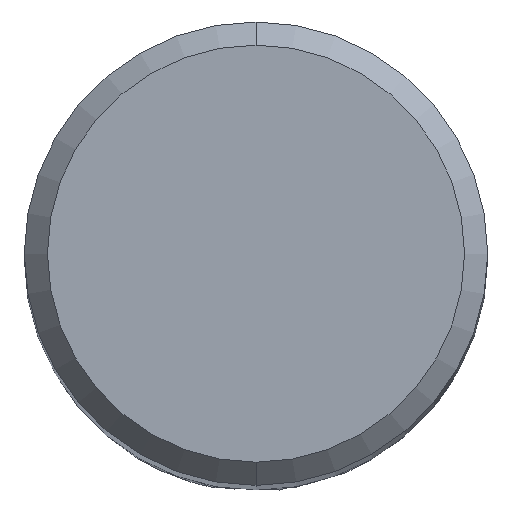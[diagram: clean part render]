
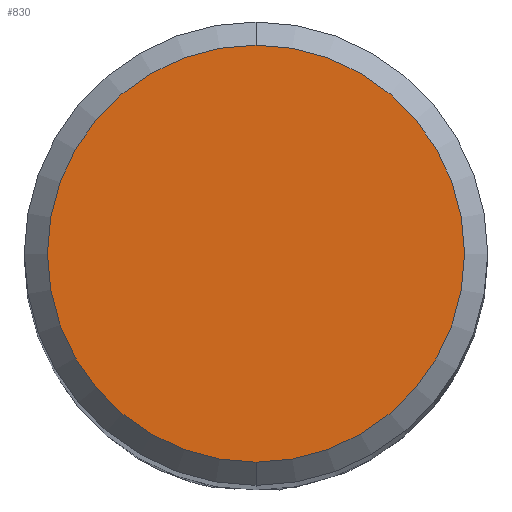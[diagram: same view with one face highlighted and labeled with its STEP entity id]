
A CAD part, top view. The second image highlights one B-rep face of the part: STEP entity #830.
In plain terms, the highlighted planar face has unit normal (0, 0, 1).
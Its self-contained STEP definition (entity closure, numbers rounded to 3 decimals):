
#324=VERTEX_POINT('',#890);
#534=EDGE_CURVE('',#776,#324,#1122,.T.);
#724=EDGE_CURVE('',#324,#776,#1326,.T.);
#776=VERTEX_POINT('',#1382);
#830=ADVANCED_FACE('',(#1443),#1444,.T.);
#890=CARTESIAN_POINT('',(0.0,4.5,0.0));
#1122=CIRCLE('',#2932,4.5);
#1326=CIRCLE('',#4904,4.5);
#1382=CARTESIAN_POINT('',(0.,-4.5,0.0));
#1443=FACE_OUTER_BOUND('',#5860,.T.);
#1444=PLANE('',#5861);
#2932=AXIS2_PLACEMENT_3D('',#6152,#6153,#6154);
#4904=AXIS2_PLACEMENT_3D('',#6330,#6331,#6332);
#5860=EDGE_LOOP('',(#6462,#6463));
#5861=AXIS2_PLACEMENT_3D('',#6464,#6465,#6466);
#6152=CARTESIAN_POINT('',(0.0,0.0,0.0));
#6153=DIRECTION('',(0.0,0.0,-1.0));
#6154=DIRECTION('',(0.0,1.0,0.0));
#6330=CARTESIAN_POINT('',(0.0,0.0,0.0));
#6331=DIRECTION('',(0.0,0.0,-1.0));
#6332=DIRECTION('',(0.0,1.0,0.0));
#6462=ORIENTED_EDGE('',*,*,#724,.F.);
#6463=ORIENTED_EDGE('',*,*,#534,.F.);
#6464=CARTESIAN_POINT('',(0.0,2.25,0.0));
#6465=DIRECTION('',(-0.0,0.0,1.0));
#6466=DIRECTION('',(0.0,-1.0,0.0));
